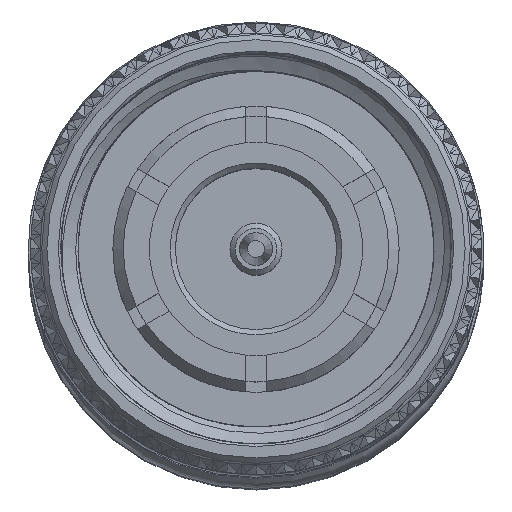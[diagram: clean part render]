
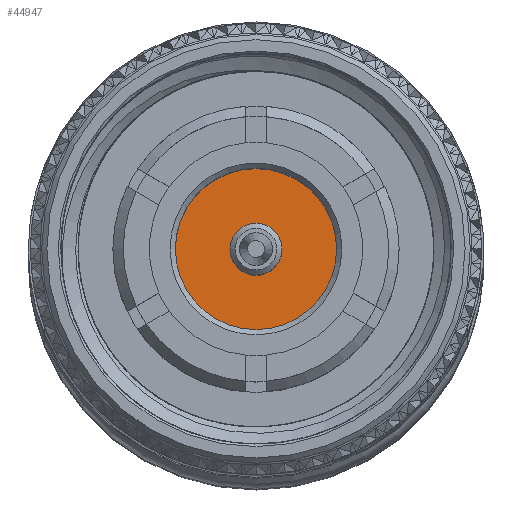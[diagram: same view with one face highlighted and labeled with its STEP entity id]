
A CAD part, top view. The second image highlights one B-rep face of the part: STEP entity #44947.
In plain terms, the highlighted face is planar.
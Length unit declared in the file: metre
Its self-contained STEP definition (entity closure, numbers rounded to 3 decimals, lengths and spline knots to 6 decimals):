
#5887 = CARTESIAN_POINT ( 'NONE',  ( 0.61, 0., 0. ) ) ;
#6557 = PLANE ( 'NONE',  #70832 ) ;
#14526 = DIRECTION ( 'NONE',  ( 0., 0., 1. ) ) ;
#16321 = CARTESIAN_POINT ( 'NONE',  ( 0.61, 0., 0. ) ) ;
#16942 = ORIENTED_EDGE ( 'NONE', *, *, #85166, .F. ) ;
#22964 = DIRECTION ( 'NONE',  ( 1., 0., 0. ) ) ;
#29645 = EDGE_LOOP ( 'NONE', ( #79402 ) ) ;
#31652 = CARTESIAN_POINT ( 'NONE',  ( 0.61, 0., 0. ) ) ;
#33233 = AXIS2_PLACEMENT_3D ( 'NONE', #16321, #94927, #39535 ) ;
#35493 = AXIS2_PLACEMENT_3D ( 'NONE', #31652, #22964, #87386 ) ;
#39535 = DIRECTION ( 'NONE',  ( 0., 0., 1. ) ) ;
#43200 = CIRCLE ( 'NONE', #33233, 0.05 ) ;
#44789 = CARTESIAN_POINT ( 'NONE',  ( 0.61, 0., 0.155 ) ) ;
#44947 = ADVANCED_FACE ( 'NONE', ( #57195, #100429 ), #6557, .T. ) ;
#46950 = CIRCLE ( 'NONE', #35493, 0.155 ) ;
#51099 = VERTEX_POINT ( 'NONE', #84933 ) ;
#57195 = FACE_OUTER_BOUND ( 'NONE', #79463, .T. ) ;
#65461 = EDGE_CURVE ( 'NONE', #51099, #51099, #43200, .T. ) ;
#70832 = AXIS2_PLACEMENT_3D ( 'NONE', #5887, #84520, #14526 ) ;
#79402 = ORIENTED_EDGE ( 'NONE', *, *, #65461, .F. ) ;
#79463 = EDGE_LOOP ( 'NONE', ( #16942 ) ) ;
#84520 = DIRECTION ( 'NONE',  ( -1., 0., 0. ) ) ;
#84933 = CARTESIAN_POINT ( 'NONE',  ( 0.61, 0., 0.05 ) ) ;
#85166 = EDGE_CURVE ( 'NONE', #101746, #101746, #46950, .T. ) ;
#87386 = DIRECTION ( 'NONE',  ( 0., 0., 1. ) ) ;
#94927 = DIRECTION ( 'NONE',  ( -1., 0., 0. ) ) ;
#100429 = FACE_BOUND ( 'NONE', #29645, .T. ) ;
#101746 = VERTEX_POINT ( 'NONE', #44789 ) ;
